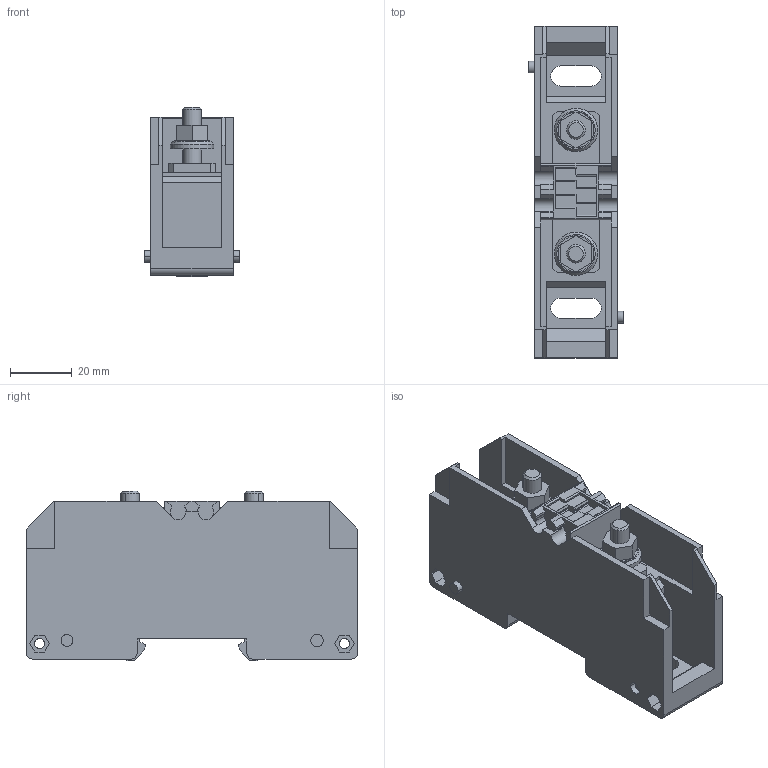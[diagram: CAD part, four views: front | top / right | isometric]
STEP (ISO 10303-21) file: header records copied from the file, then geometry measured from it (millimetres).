
FILE_DESCRIPTION(('CATIA V5 STEP Exchange','CAx-IF Rec.Pracs.--- Model Styling and Organization---1.5--- 2016-08-15','CAx-IF Rec.Pracs.---Supplemental Geometry---1.0---2011-11-01','CAx-IF Rec.Pracs.--- Composite Materials ---1.1---2010-07-15'),'2;1');
FILE_NAME ('D1447064_1', '2024-05-30T08:07:51+00:00', ('none'), ('Weidmueller'), 'CATIA Version 5-6 Release 2022 SP4 HF5', 'CATIA V5 STEP AP214 v3', 'none');
FILE_SCHEMA(('AUTOMOTIVE_DESIGN { 1 0 10303 214 1 1 1 1 }'));
Length unit declared in the file: millimetre
Products named in the file (1): 1028300000_WFF_35
Bounding box: 30.7 x 107.2 x 54.75 mm (x, y, z)
Volume: 78241.7 mm3; surface area: 32937.6 mm2
Topology: 1 solids, 45 shells, 836 faces, 2171 edges, 1444 vertices
Faces by surface type: plane 542, cylinder 162, cone 90, bspline 36, sphere 6
Entity records: 27314 total; most frequent: CARTESIAN_POINT 8227, ORIENTED_EDGE 4342, DIRECTION 2697, EDGE_CURVE 2171, VECTOR 1472, LINE 1472, VERTEX_POINT 1444, EDGE_LOOP 863
